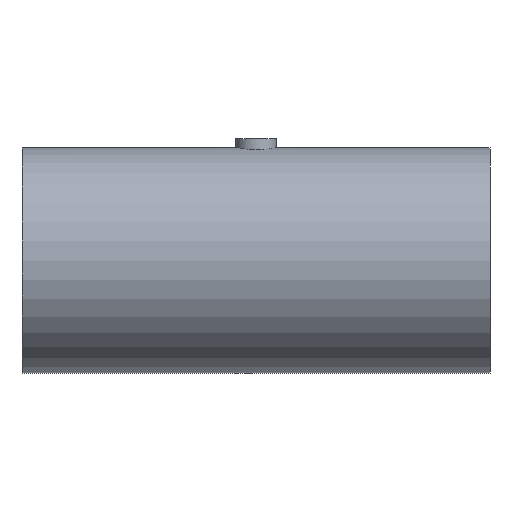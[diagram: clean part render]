
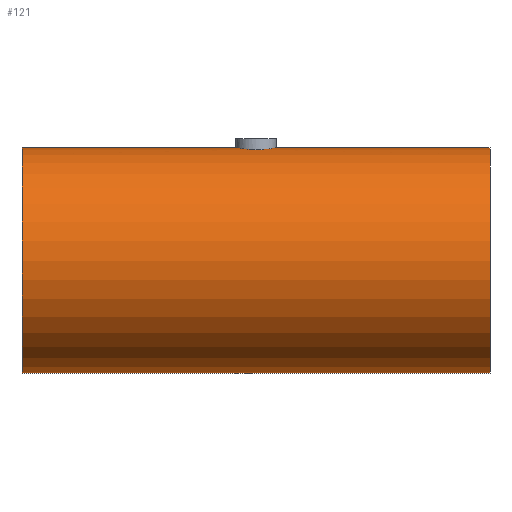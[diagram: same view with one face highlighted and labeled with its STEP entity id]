
A CAD part, front view. The second image highlights one B-rep face of the part: STEP entity #121.
In plain terms, the highlighted cylindrical face has radius 69.9 mm (diameter 139.8 mm), a full revolution.
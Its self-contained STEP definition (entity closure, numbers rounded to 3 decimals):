
#21=FACE_BOUND('',#39,.T.);
#28=FACE_OUTER_BOUND('',#38,.T.);
#38=EDGE_LOOP('',(#104,#105,#106,#107));
#39=EDGE_LOOP('',(#108,#109));
#46=CIRCLE('',#152,69.9);
#47=CIRCLE('',#154,69.9);
#51=LINE('',#286,#55);
#55=VECTOR('',#185,69.9);
#58=B_SPLINE_CURVE_WITH_KNOTS('',3,(#243,#244,#245,#246,#247,#248,#249,
#250,#251,#252),.UNSPECIFIED.,.F.,.F.,(4,2,2,2,4),(0.,0.48,
0.959,1.439,1.918),.UNSPECIFIED.);
#59=B_SPLINE_CURVE_WITH_KNOTS('',3,(#253,#254,#255,#256,#257,#258,#259,
#260,#261,#262,#263,#264,#265,#266,#267,#268,#269,#270,#271,#272,#273,#274,
#275,#276,#277,#278),.UNSPECIFIED.,.F.,.F.,(4,2,2,2,2,2,2,2,2,2,2,2,4),
(1.918,2.398,2.877,3.357,3.836,
4.316,4.795,5.275,5.754,6.234,
6.714,7.193,7.673),.UNSPECIFIED.);
#66=VERTEX_POINT('',#240);
#67=VERTEX_POINT('',#242);
#68=VERTEX_POINT('',#281);
#69=VERTEX_POINT('',#284);
#79=EDGE_CURVE('',#67,#66,#58,.T.);
#80=EDGE_CURVE('',#66,#67,#59,.T.);
#81=EDGE_CURVE('',#68,#68,#46,.T.);
#82=EDGE_CURVE('',#69,#69,#47,.T.);
#83=EDGE_CURVE('',#69,#68,#51,.T.);
#104=ORIENTED_EDGE('',*,*,#82,.F.);
#105=ORIENTED_EDGE('',*,*,#83,.T.);
#106=ORIENTED_EDGE('',*,*,#81,.F.);
#107=ORIENTED_EDGE('',*,*,#83,.F.);
#108=ORIENTED_EDGE('',*,*,#79,.T.);
#109=ORIENTED_EDGE('',*,*,#80,.T.);
#115=CYLINDRICAL_SURFACE('',#153,69.9);
#121=ADVANCED_FACE('',(#28,#21),#115,.T.);
#152=AXIS2_PLACEMENT_3D('',#282,#179,#180);
#153=AXIS2_PLACEMENT_3D('',#283,#181,#182);
#154=AXIS2_PLACEMENT_3D('',#285,#183,#184);
#179=DIRECTION('center_axis',(-1.,0.,0.));
#180=DIRECTION('ref_axis',(0.,1.,0.));
#181=DIRECTION('center_axis',(1.,0.,0.));
#182=DIRECTION('ref_axis',(0.,1.,0.));
#183=DIRECTION('center_axis',(1.,0.,0.));
#184=DIRECTION('ref_axis',(0.,1.,0.));
#185=DIRECTION('',(-1.,0.,0.));
#240=CARTESIAN_POINT('',(-12.7,0.,69.9));
#242=CARTESIAN_POINT('',(0.,-12.7,68.737));
#243=CARTESIAN_POINT('Ctrl Pts',(0.,-12.7,68.737));
#244=CARTESIAN_POINT('Ctrl Pts',(-1.598,-12.7,68.737));
#245=CARTESIAN_POINT('Ctrl Pts',(-3.301,-12.38,68.798));
#246=CARTESIAN_POINT('Ctrl Pts',(-6.429,-11.083,69.019));
#247=CARTESIAN_POINT('Ctrl Pts',(-7.855,-10.106,69.175));
#248=CARTESIAN_POINT('Ctrl Pts',(-10.106,-7.855,69.467));
#249=CARTESIAN_POINT('Ctrl Pts',(-11.083,-6.429,69.621));
#250=CARTESIAN_POINT('Ctrl Pts',(-12.38,-3.301,69.84));
#251=CARTESIAN_POINT('Ctrl Pts',(-12.7,-1.598,69.9));
#252=CARTESIAN_POINT('Ctrl Pts',(-12.7,0.,69.9));
#253=CARTESIAN_POINT('Ctrl Pts',(-12.7,0.,69.9));
#254=CARTESIAN_POINT('Ctrl Pts',(-12.7,1.598,69.9));
#255=CARTESIAN_POINT('Ctrl Pts',(-12.38,3.301,69.84));
#256=CARTESIAN_POINT('Ctrl Pts',(-11.083,6.429,69.621));
#257=CARTESIAN_POINT('Ctrl Pts',(-10.106,7.855,69.467));
#258=CARTESIAN_POINT('Ctrl Pts',(-7.855,10.106,69.175));
#259=CARTESIAN_POINT('Ctrl Pts',(-6.429,11.083,69.019));
#260=CARTESIAN_POINT('Ctrl Pts',(-3.301,12.38,68.798));
#261=CARTESIAN_POINT('Ctrl Pts',(-1.598,12.7,68.737));
#262=CARTESIAN_POINT('Ctrl Pts',(1.598,12.7,68.737));
#263=CARTESIAN_POINT('Ctrl Pts',(3.301,12.38,68.798));
#264=CARTESIAN_POINT('Ctrl Pts',(6.429,11.083,69.019));
#265=CARTESIAN_POINT('Ctrl Pts',(7.855,10.106,69.175));
#266=CARTESIAN_POINT('Ctrl Pts',(10.106,7.855,69.467));
#267=CARTESIAN_POINT('Ctrl Pts',(11.083,6.429,69.621));
#268=CARTESIAN_POINT('Ctrl Pts',(12.38,3.301,69.84));
#269=CARTESIAN_POINT('Ctrl Pts',(12.7,1.598,69.9));
#270=CARTESIAN_POINT('Ctrl Pts',(12.7,-1.598,69.9));
#271=CARTESIAN_POINT('Ctrl Pts',(12.38,-3.301,69.84));
#272=CARTESIAN_POINT('Ctrl Pts',(11.083,-6.429,69.621));
#273=CARTESIAN_POINT('Ctrl Pts',(10.106,-7.855,69.467));
#274=CARTESIAN_POINT('Ctrl Pts',(7.855,-10.106,69.175));
#275=CARTESIAN_POINT('Ctrl Pts',(6.429,-11.083,69.019));
#276=CARTESIAN_POINT('Ctrl Pts',(3.301,-12.38,68.798));
#277=CARTESIAN_POINT('Ctrl Pts',(1.598,-12.7,68.737));
#278=CARTESIAN_POINT('Ctrl Pts',(0.,-12.7,68.737));
#281=CARTESIAN_POINT('',(-145.,-69.9,0.));
#282=CARTESIAN_POINT('Origin',(-145.,0.,0.));
#283=CARTESIAN_POINT('Origin',(0.,0.,0.));
#284=CARTESIAN_POINT('',(145.,-69.9,0.));
#285=CARTESIAN_POINT('Origin',(145.,0.,0.));
#286=CARTESIAN_POINT('',(0.,-69.9,0.));
